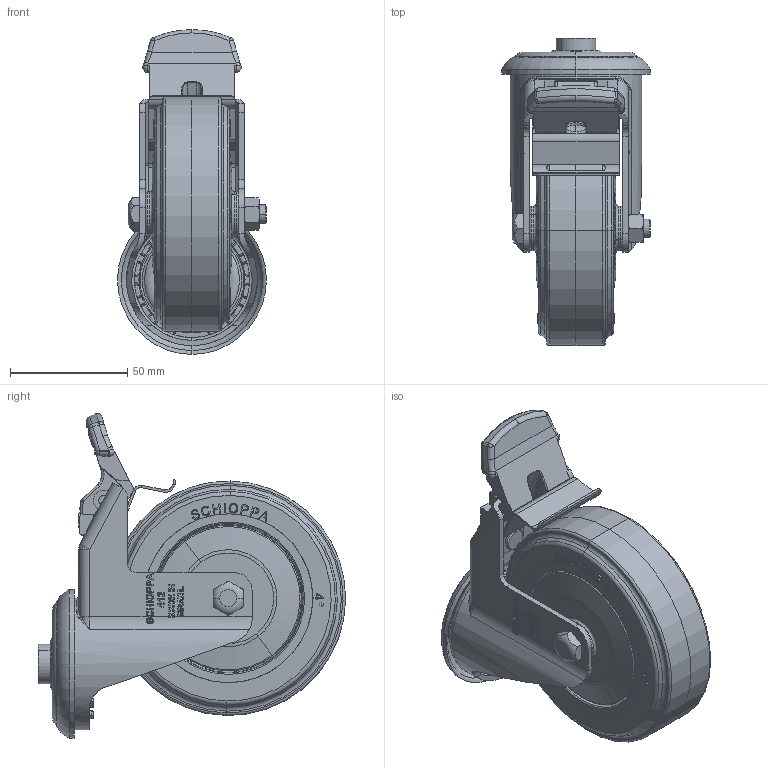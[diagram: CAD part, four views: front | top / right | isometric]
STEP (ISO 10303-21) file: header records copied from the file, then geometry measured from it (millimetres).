
FILE_DESCRIPTION (( 'STEP AP203' ), '1' );
FILE_NAME ('GLES10 412 UPE G.STEP', '2020-12-09T13:30:07', ( 'User' ), ( '' ), 'SwSTEP 2.0', 'SolidWorks 2020', '' );
FILE_SCHEMA (( 'CONFIG_CONTROL_DESIGN' ));
Length unit declared in the file: millimetre
Products named in the file (6): SC GLEX 412 G; SC GERAL 412_GLES G; SC EIXO 312; Bucha furo 10 mm - DRD; GLES10 412 UPE G; R 412 BPE NPE NTE SPE TBE TPE UPE
Assembly tree (5 placements, depth 3):
  GLES10 412 UPE G
    SC GERAL 412_GLES G
      SC GLEX 412 G
    SC EIXO 312
    R 412 BPE NPE NTE SPE TBE TPE UPE
    Bucha furo 10 mm - DRD
Bounding box: 63.5 x 130.99 x 138.46 mm (x, y, z)
Volume: 251912.8 mm3; surface area: 149856.1 mm2
Topology: 67 solids, 67 shells, 3541 faces, 9464 edges, 5986 vertices
Faces by surface type: plane 1461, cylinder 842, torus 451, bspline 441, sphere 236, cone 110
Entity records: 135201 total; most frequent: CARTESIAN_POINT 51400, ORIENTED_EDGE 18236, DIRECTION 16062, EDGE_CURVE 9118, AXIS2_PLACEMENT_3D 5817, VERTEX_POINT 5808, VECTOR 4428, LINE 4428
